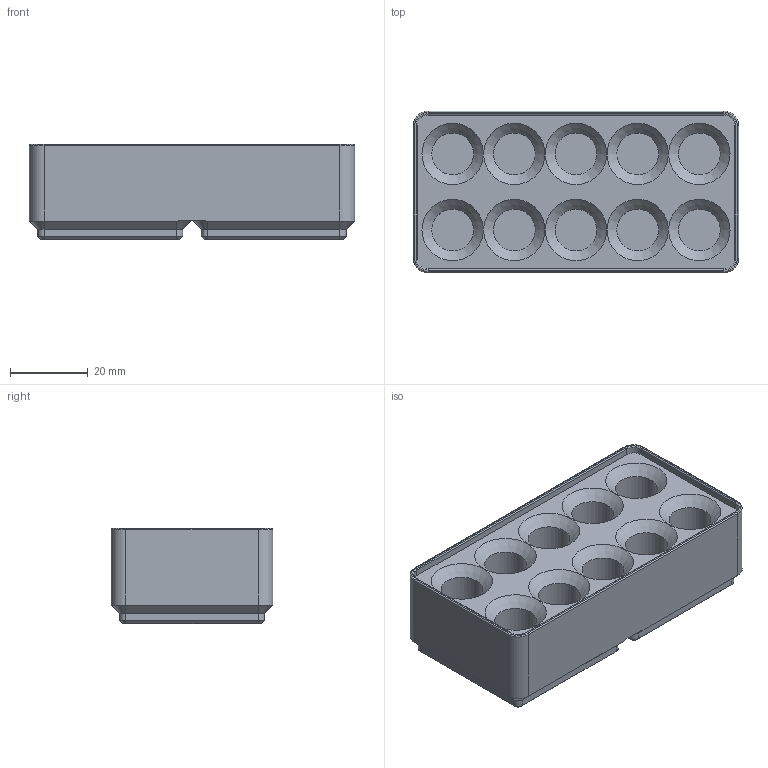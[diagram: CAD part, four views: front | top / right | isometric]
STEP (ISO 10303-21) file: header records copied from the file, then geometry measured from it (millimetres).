
FILE_DESCRIPTION(('Open CASCADE Model'),'2;1');
FILE_NAME('Open CASCADE Shape Model','2025-11-17T05:57:11',('Author'),( 'Open CASCADE'),'Open CASCADE STEP processor 7.8','Open CASCADE 7.8' ,'Unknown');
FILE_SCHEMA(('AUTOMOTIVE_DESIGN { 1 0 10303 214 1 1 1 1 }'));
Length unit declared in the file: millimetre
Products named in the file (1): Open CASCADE STEP translator 7.8 5
Bounding box: 83.5 x 41.5 x 24.43 mm (x, y, z)
Volume: 60409.2 mm3; surface area: 17663.7 mm2
Topology: 1 solids, 1 shells, 116 faces, 239 edges, 136 vertices
Faces by surface type: plane 48, cylinder 34, cone 26, torus 8
Full cylindrical faces by diameter (mm): 10.75 x10
Entity records: 6106 total; most frequent: CARTESIAN_POINT 1090, DIRECTION 989, LINE 511, VECTOR 511, ORIENTED_EDGE 478, PCURVE 478, DEFINITIONAL_REPRESENTATION 478, EDGE_CURVE 239
